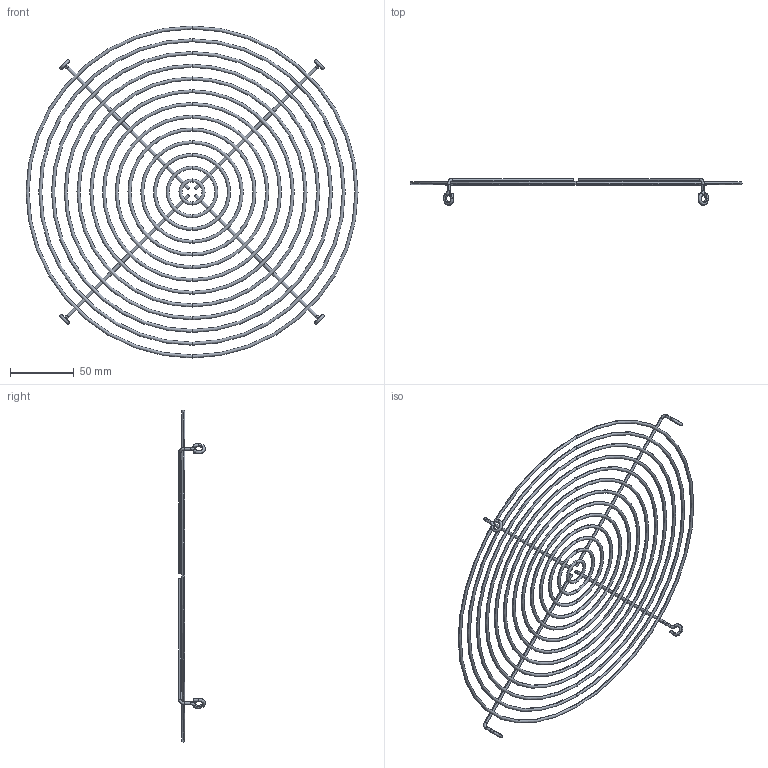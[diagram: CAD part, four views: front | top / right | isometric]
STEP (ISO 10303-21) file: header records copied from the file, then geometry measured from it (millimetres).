
FILE_DESCRIPTION (( 'STEP AP203' ), '1' );
FILE_NAME ('5RE2802.STEP', '2022-03-11T16:05:30', ( '' ), ( '' ), 'SwSTEP 2.0', 'SolidWorks 2018', '' );
FILE_SCHEMA (( 'CONFIG_CONTROL_DESIGN' ));
Length unit declared in the file: millimetre
Products named in the file (1): 5RE2802
Bounding box: 260.4 x 20.83 x 260.4 mm (x, y, z)
Volume: 28544.1 mm3; surface area: 47607.3 mm2
Topology: 10 solids, 10 shells, 108 faces, 284 edges, 184 vertices
Faces by surface type: torus 68, cylinder 24, bspline 8, plane 8
Entity records: 7067 total; most frequent: CARTESIAN_POINT 4209, DIRECTION 626, ORIENTED_EDGE 568, AXIS2_PLACEMENT_3D 301, EDGE_CURVE 284, CIRCLE 200, VERTEX_POINT 184, EDGE_LOOP 140
